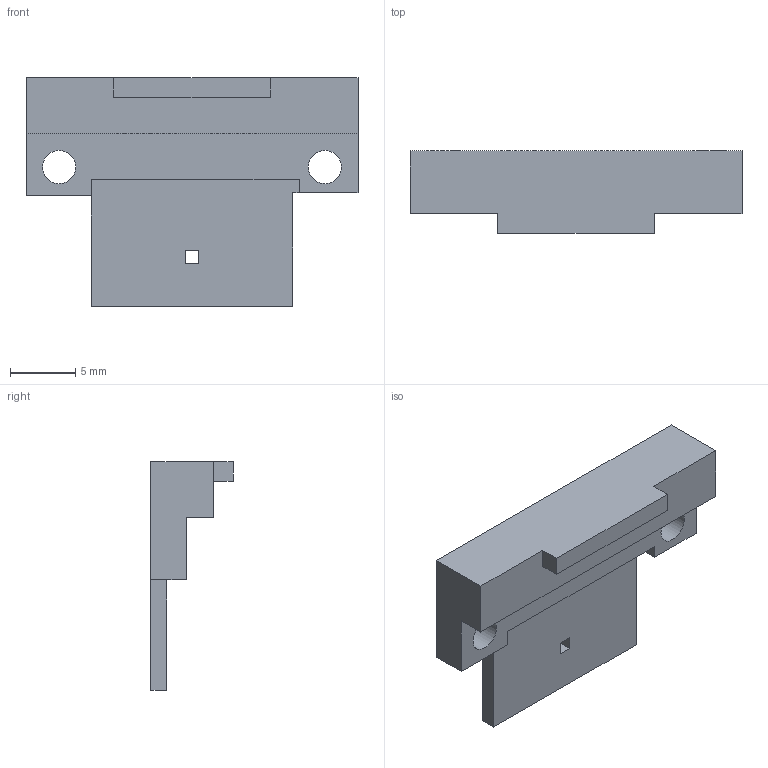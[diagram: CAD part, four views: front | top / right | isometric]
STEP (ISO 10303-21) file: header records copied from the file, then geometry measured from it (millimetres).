
FILE_DESCRIPTION(/* description */ (''),/* implementation_level */ '2;1');
FILE_NAME(/* name */ 'Sensor_Pinhole.step',/* time_stamp */ '2023-04-03T14:03:20-07:00',/* author */ (''),/* organization */ (''),/* preprocessor_version */ 'ST-DEVELOPER v19.2',/* originating_system */ 'Autodesk Translation Framework v11.17.0.187',/* authorisation */ '');
FILE_SCHEMA (('AUTOMOTIVE_DESIGN { 1 0 10303 214 3 1 1 }'));
Length unit declared in the file: millimetre
Products named in the file (1): sensor slit
Bounding box: 25.4 x 6.3 x 17.5 mm (x, y, z)
Volume: 971.6 mm3; surface area: 1117.7 mm2
Topology: 1 solids, 1 shells, 26 faces, 71 edges, 47 vertices
Faces by surface type: plane 24, cylinder 2
Full cylindrical faces by diameter (mm): 2.54 x2
Entity records: 856 total; most frequent: CARTESIAN_POINT 145, ORIENTED_EDGE 142, DIRECTION 129, EDGE_CURVE 71, LINE 67, VECTOR 67, VERTEX_POINT 47, EDGE_LOOP 32
